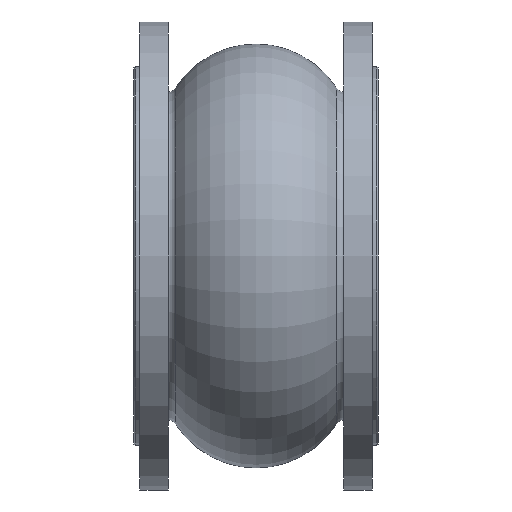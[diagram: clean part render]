
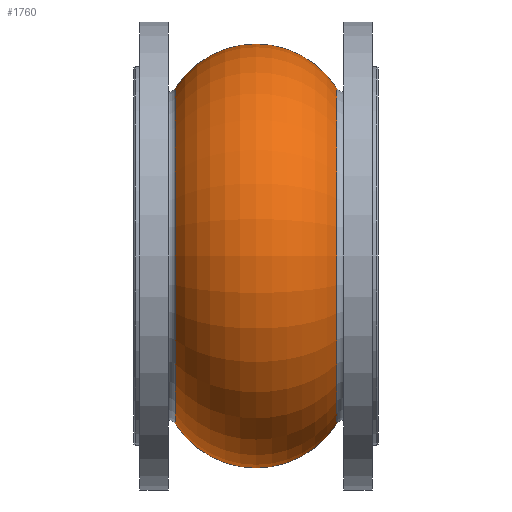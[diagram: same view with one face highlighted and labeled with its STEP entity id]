
A CAD part, front view. The second image highlights one B-rep face of the part: STEP entity #1760.
In plain terms, the highlighted toroidal (fillet/blend) face has major radius 98.085 mm and minor radius 80.829 mm.
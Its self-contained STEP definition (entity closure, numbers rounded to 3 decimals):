
#78 = DIRECTION ( 'NONE',  ( 0., 0., 1. ) ) ;
#79 = DIRECTION ( 'NONE',  ( 0., 1., 0. ) ) ;
#80 = CARTESIAN_POINT ( 'NONE',  ( 0., 0., -98.085 ) ) ;
#81 = AXIS2_PLACEMENT_3D ( 'NONE', #80, #79, #78 ) ;
#95 = CIRCLE ( 'NONE', #96, 141.774 ) ;
#96 = AXIS2_PLACEMENT_3D ( 'NONE', #195, #194, #193 ) ;
#101 = CARTESIAN_POINT ( 'NONE',  ( -68.005, 0., -141.774 ) ) ;
#103 = CARTESIAN_POINT ( 'NONE',  ( 68.005, 0., -141.774 ) ) ;
#112 = DIRECTION ( 'NONE',  ( 0., 0., 1. ) ) ;
#113 = DIRECTION ( 'NONE',  ( -1., 0., 0. ) ) ;
#114 = CARTESIAN_POINT ( 'NONE',  ( 68.005, 0., 0. ) ) ;
#115 = AXIS2_PLACEMENT_3D ( 'NONE', #114, #113, #112 ) ;
#116 = CIRCLE ( 'NONE', #115, 141.774 ) ;
#176 = CIRCLE ( 'NONE', #81, 80.829 ) ;
#193 = DIRECTION ( 'NONE',  ( 0., 0., 1. ) ) ;
#194 = DIRECTION ( 'NONE',  ( -1., 0., 0. ) ) ;
#195 = CARTESIAN_POINT ( 'NONE',  ( -68.005, 0., 0. ) ) ;
#271 = DIRECTION ( 'NONE',  ( -1., 0., 0. ) ) ;
#299 = DIRECTION ( 'NONE',  ( 0., 0., 1. ) ) ;
#305 = AXIS2_PLACEMENT_3D ( 'NONE', #316, #271, #299 ) ;
#307 = FACE_OUTER_BOUND ( 'NONE', #1736, .T. ) ;
#312 = TOROIDAL_SURFACE ( 'NONE', #305, 98.085, 80.829 ) ;
#316 = CARTESIAN_POINT ( 'NONE',  ( 0., 0., 0. ) ) ;
#863 = CARTESIAN_POINT ( 'NONE',  ( -68.005, 0., 141.774 ) ) ;
#948 = CARTESIAN_POINT ( 'NONE',  ( 68.005, 0., 141.774 ) ) ;
#968 = DIRECTION ( 'NONE',  ( 0., 0., -1. ) ) ;
#969 = DIRECTION ( 'NONE',  ( 0., -1., 0. ) ) ;
#970 = CARTESIAN_POINT ( 'NONE',  ( 0., 0., 98.085 ) ) ;
#973 = CIRCLE ( 'NONE', #987, 80.829 ) ;
#987 = AXIS2_PLACEMENT_3D ( 'NONE', #970, #969, #968 ) ;
#1512 = EDGE_CURVE ( 'NONE', #1556, #1531, #973, .T. ) ;
#1531 = VERTEX_POINT ( 'NONE', #863 ) ;
#1556 = VERTEX_POINT ( 'NONE', #948 ) ;
#1561 = EDGE_CURVE ( 'NONE', #1568, #1556, #116, .T. ) ;
#1568 = VERTEX_POINT ( 'NONE', #103 ) ;
#1572 = VERTEX_POINT ( 'NONE', #101 ) ;
#1576 = EDGE_CURVE ( 'NONE', #1572, #1531, #95, .T. ) ;
#1595 = EDGE_CURVE ( 'NONE', #1568, #1572, #176, .T. ) ;
#1719 = ORIENTED_EDGE ( 'NONE', *, *, #1576, .F. ) ;
#1735 = ORIENTED_EDGE ( 'NONE', *, *, #1561, .T. ) ;
#1736 = EDGE_LOOP ( 'NONE', ( #1777, #1735, #1752, #1719 ) ) ;
#1752 = ORIENTED_EDGE ( 'NONE', *, *, #1512, .T. ) ;
#1760 = ADVANCED_FACE ( 'NONE', ( #307 ), #312, .T. ) ;
#1777 = ORIENTED_EDGE ( 'NONE', *, *, #1595, .F. ) ;
